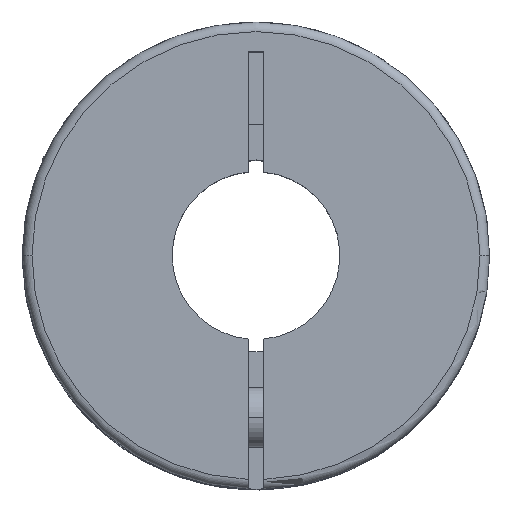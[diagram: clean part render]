
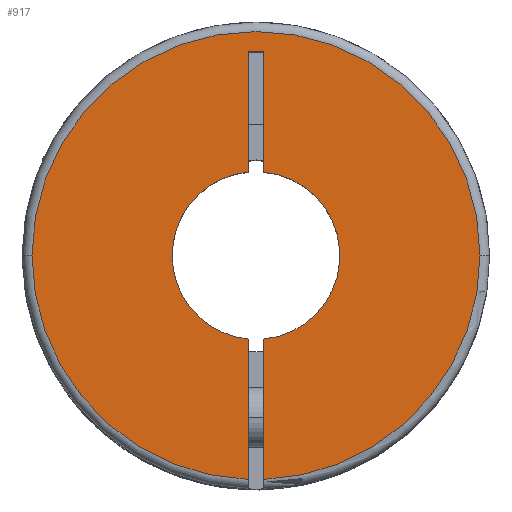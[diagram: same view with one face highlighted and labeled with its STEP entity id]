
A CAD part, top view. The second image highlights one B-rep face of the part: STEP entity #917.
In plain terms, the highlighted planar face has unit normal (0, 0, 1).
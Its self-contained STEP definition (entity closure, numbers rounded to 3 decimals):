
#101 = EDGE_LOOP ( 'NONE', ( #361, #4208, #3543, #161, #4148, #2821, #1508, #1795, #4518, #2675, #403 ) ) ;
#149 = AXIS2_PLACEMENT_3D ( 'NONE', #1193, #1498, #2537 ) ;
#161 = ORIENTED_EDGE ( 'NONE', *, *, #4124, .T. ) ;
#283 = VECTOR ( 'NONE', #1505, 1000. ) ;
#301 = CARTESIAN_POINT ( 'NONE',  ( 0.65, -6.97, 0. ) ) ;
#304 = CIRCLE ( 'NONE', #149, 7. ) ;
#317 = PLANE ( 'NONE',  #2021 ) ;
#321 = CARTESIAN_POINT ( 'NONE',  ( 0.65, -19.5, 0. ) ) ;
#324 = DIRECTION ( 'NONE',  ( -1., 0., 0. ) ) ;
#361 = ORIENTED_EDGE ( 'NONE', *, *, #4119, .F. ) ;
#403 = ORIENTED_EDGE ( 'NONE', *, *, #1878, .F. ) ;
#502 = CIRCLE ( 'NONE', #1679, 7. ) ;
#536 = CARTESIAN_POINT ( 'NONE',  ( -0.65, -18.689, 0. ) ) ;
#544 = CARTESIAN_POINT ( 'NONE',  ( 18.7, 0., 0. ) ) ;
#556 = CIRCLE ( 'NONE', #2856, 7. ) ;
#583 = CARTESIAN_POINT ( 'NONE',  ( 0.65, 6.97, 0. ) ) ;
#687 = VECTOR ( 'NONE', #4362, 1000. ) ;
#789 = EDGE_CURVE ( 'NONE', #1071, #3850, #304, .T. ) ;
#880 = EDGE_CURVE ( 'NONE', #4230, #3850, #2810, .T. ) ;
#917 = ADVANCED_FACE ( 'NONE', ( #4481 ), #317, .F. ) ;
#929 = EDGE_CURVE ( 'NONE', #1887, #2391, #3815, .T. ) ;
#1029 = CARTESIAN_POINT ( 'NONE',  ( 0., 0., 0. ) ) ;
#1060 = CIRCLE ( 'NONE', #1935, 18.7 ) ;
#1071 = VERTEX_POINT ( 'NONE', #583 ) ;
#1193 = CARTESIAN_POINT ( 'NONE',  ( 0., 0., 0. ) ) ;
#1227 = CARTESIAN_POINT ( 'NONE',  ( 0.65, 17., 0. ) ) ;
#1281 = CARTESIAN_POINT ( 'NONE',  ( 0., 0., 0. ) ) ;
#1303 = DIRECTION ( 'NONE',  ( -1., 0., 0. ) ) ;
#1363 = VECTOR ( 'NONE', #3466, 1000. ) ;
#1405 = DIRECTION ( 'NONE',  ( 0., 0., -1. ) ) ;
#1418 = VERTEX_POINT ( 'NONE', #536 ) ;
#1498 = DIRECTION ( 'NONE',  ( 0., 0., -1. ) ) ;
#1505 = DIRECTION ( 'NONE',  ( -1., 0., 0. ) ) ;
#1508 = ORIENTED_EDGE ( 'NONE', *, *, #4468, .F. ) ;
#1555 = VERTEX_POINT ( 'NONE', #1227 ) ;
#1631 = CARTESIAN_POINT ( 'NONE',  ( 0., 0., 0. ) ) ;
#1673 = CARTESIAN_POINT ( 'NONE',  ( 0.65, -19.5, 0. ) ) ;
#1679 = AXIS2_PLACEMENT_3D ( 'NONE', #1281, #2714, #1303 ) ;
#1691 = VERTEX_POINT ( 'NONE', #4471 ) ;
#1727 = CARTESIAN_POINT ( 'NONE',  ( 0., 0., 0. ) ) ;
#1741 = EDGE_CURVE ( 'NONE', #1555, #1887, #2564, .T. ) ;
#1763 = DIRECTION ( 'NONE',  ( 0., 0., -1. ) ) ;
#1771 = DIRECTION ( 'NONE',  ( 0., 0., -1. ) ) ;
#1795 = ORIENTED_EDGE ( 'NONE', *, *, #789, .T. ) ;
#1812 = VECTOR ( 'NONE', #3841, 1000. ) ;
#1837 = CARTESIAN_POINT ( 'NONE',  ( -0.65, -6.97, 0. ) ) ;
#1878 = EDGE_CURVE ( 'NONE', #4498, #1929, #2042, .T. ) ;
#1879 = CARTESIAN_POINT ( 'NONE',  ( -0.65, 17., 0. ) ) ;
#1880 = EDGE_CURVE ( 'NONE', #2548, #1691, #502, .T. ) ;
#1887 = VERTEX_POINT ( 'NONE', #4115 ) ;
#1929 = VERTEX_POINT ( 'NONE', #544 ) ;
#1935 = AXIS2_PLACEMENT_3D ( 'NONE', #3856, #1763, #3461 ) ;
#1968 = LINE ( 'NONE', #1879, #687 ) ;
#2021 = AXIS2_PLACEMENT_3D ( 'NONE', #1029, #1771, #2110 ) ;
#2042 = CIRCLE ( 'NONE', #4467, 18.7 ) ;
#2110 = DIRECTION ( 'NONE',  ( 0., -1., 0. ) ) ;
#2150 = CARTESIAN_POINT ( 'NONE',  ( 0.65, 17., 0. ) ) ;
#2353 = EDGE_CURVE ( 'NONE', #2548, #1418, #1968, .T. ) ;
#2391 = VERTEX_POINT ( 'NONE', #3015 ) ;
#2392 = CARTESIAN_POINT ( 'NONE',  ( 0.65, -18.689, 0. ) ) ;
#2437 = LINE ( 'NONE', #321, #1812 ) ;
#2537 = DIRECTION ( 'NONE',  ( -1., 0., 0. ) ) ;
#2548 = VERTEX_POINT ( 'NONE', #1837 ) ;
#2564 = LINE ( 'NONE', #2150, #283 ) ;
#2625 = EDGE_CURVE ( 'NONE', #1929, #4230, #1060, .T. ) ;
#2675 = ORIENTED_EDGE ( 'NONE', *, *, #2625, .F. ) ;
#2714 = DIRECTION ( 'NONE',  ( 0., 0., -1. ) ) ;
#2810 = LINE ( 'NONE', #1673, #1363 ) ;
#2821 = ORIENTED_EDGE ( 'NONE', *, *, #1741, .F. ) ;
#2856 = AXIS2_PLACEMENT_3D ( 'NONE', #1727, #1405, #3142 ) ;
#3015 = CARTESIAN_POINT ( 'NONE',  ( -0.65, 6.97, 0. ) ) ;
#3142 = DIRECTION ( 'NONE',  ( -1., 0., 0. ) ) ;
#3167 = CARTESIAN_POINT ( 'NONE',  ( 0., 0., 0. ) ) ;
#3185 = DIRECTION ( 'NONE',  ( 0., -1., 0. ) ) ;
#3418 = CARTESIAN_POINT ( 'NONE',  ( -0.65, 17., 0. ) ) ;
#3461 = DIRECTION ( 'NONE',  ( -1., 0., 0. ) ) ;
#3466 = DIRECTION ( 'NONE',  ( 0., 1., 0. ) ) ;
#3471 = DIRECTION ( 'NONE',  ( 0., 0., -1. ) ) ;
#3543 = ORIENTED_EDGE ( 'NONE', *, *, #1880, .T. ) ;
#3570 = VECTOR ( 'NONE', #3185, 1000. ) ;
#3698 = DIRECTION ( 'NONE',  ( -1., 0., 0. ) ) ;
#3815 = LINE ( 'NONE', #3418, #3570 ) ;
#3820 = CARTESIAN_POINT ( 'NONE',  ( -18.7, 0., 0. ) ) ;
#3841 = DIRECTION ( 'NONE',  ( 0., 1., 0. ) ) ;
#3850 = VERTEX_POINT ( 'NONE', #301 ) ;
#3856 = CARTESIAN_POINT ( 'NONE',  ( 0., 0., 0. ) ) ;
#4115 = CARTESIAN_POINT ( 'NONE',  ( -0.65, 17., 0. ) ) ;
#4119 = EDGE_CURVE ( 'NONE', #1418, #4498, #4314, .T. ) ;
#4124 = EDGE_CURVE ( 'NONE', #1691, #2391, #556, .T. ) ;
#4148 = ORIENTED_EDGE ( 'NONE', *, *, #929, .F. ) ;
#4208 = ORIENTED_EDGE ( 'NONE', *, *, #2353, .F. ) ;
#4230 = VERTEX_POINT ( 'NONE', #2392 ) ;
#4247 = AXIS2_PLACEMENT_3D ( 'NONE', #3167, #3471, #324 ) ;
#4314 = CIRCLE ( 'NONE', #4247, 18.7 ) ;
#4362 = DIRECTION ( 'NONE',  ( 0., -1., 0. ) ) ;
#4389 = DIRECTION ( 'NONE',  ( 0., 0., -1. ) ) ;
#4467 = AXIS2_PLACEMENT_3D ( 'NONE', #1631, #4389, #3698 ) ;
#4468 = EDGE_CURVE ( 'NONE', #1071, #1555, #2437, .T. ) ;
#4471 = CARTESIAN_POINT ( 'NONE',  ( -7., 0., 0. ) ) ;
#4481 = FACE_OUTER_BOUND ( 'NONE', #101, .T. ) ;
#4498 = VERTEX_POINT ( 'NONE', #3820 ) ;
#4518 = ORIENTED_EDGE ( 'NONE', *, *, #880, .F. ) ;
